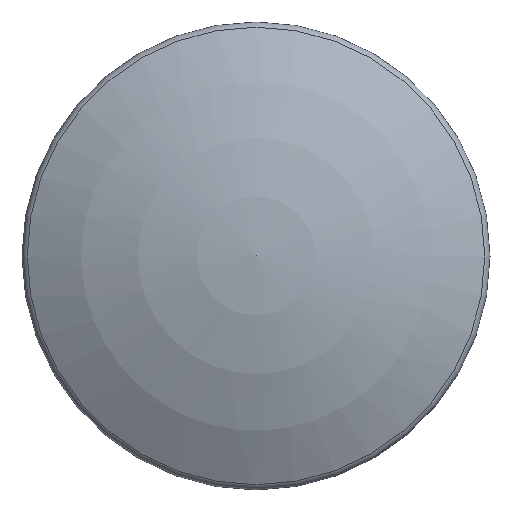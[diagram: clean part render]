
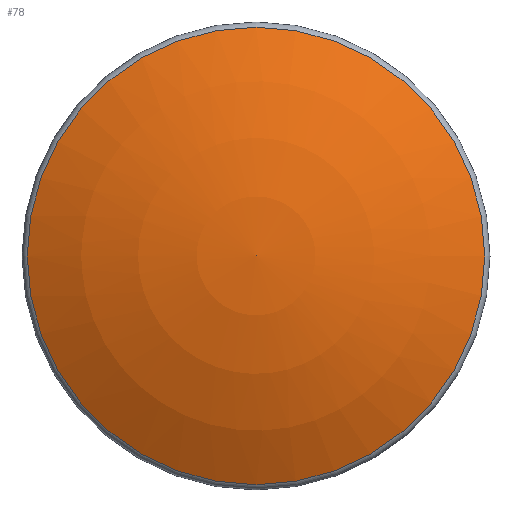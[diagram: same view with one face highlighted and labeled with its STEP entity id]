
A CAD part, top view. The second image highlights one B-rep face of the part: STEP entity #78.
In plain terms, the highlighted spherical face has radius 2.419 mm.
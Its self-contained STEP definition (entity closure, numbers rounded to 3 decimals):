
#16=SPHERICAL_SURFACE('',#104,2.419);
#22=FACE_OUTER_BOUND('',#26,.T.);
#26=EDGE_LOOP('',(#69,#70,#71,#72));
#28=CIRCLE('',#95,1.148);
#33=CIRCLE('',#100,1.148);
#36=CIRCLE('',#105,2.419);
#37=VERTEX_POINT('',#138);
#38=VERTEX_POINT('',#139);
#44=VERTEX_POINT('',#156);
#45=EDGE_CURVE('',#37,#38,#28,.T.);
#50=EDGE_CURVE('',#38,#37,#33,.T.);
#54=EDGE_CURVE('',#44,#38,#36,.T.);
#69=ORIENTED_EDGE('',*,*,#45,.F.);
#70=ORIENTED_EDGE('',*,*,#50,.F.);
#71=ORIENTED_EDGE('',*,*,#54,.F.);
#72=ORIENTED_EDGE('',*,*,#54,.T.);
#78=ADVANCED_FACE('',(#22),#16,.T.);
#95=AXIS2_PLACEMENT_3D('',#140,#111,#112);
#100=AXIS2_PLACEMENT_3D('',#148,#121,#122);
#104=AXIS2_PLACEMENT_3D('',#155,#130,#131);
#105=AXIS2_PLACEMENT_3D('',#157,#132,#133);
#111=DIRECTION('center_axis',(0.,0.,-1.));
#112=DIRECTION('ref_axis',(0.,1.,0.));
#121=DIRECTION('center_axis',(0.,0.,-1.));
#122=DIRECTION('ref_axis',(0.,1.,0.));
#130=DIRECTION('center_axis',(0.,0.,1.));
#131=DIRECTION('ref_axis',(1.,0.,0.));
#132=DIRECTION('center_axis',(0.,-1.,0.));
#133=DIRECTION('ref_axis',(-1.,0.,0.));
#138=CARTESIAN_POINT('',(0.,-1.148,2.129));
#139=CARTESIAN_POINT('',(-1.148,0.,2.129));
#140=CARTESIAN_POINT('Origin',(0.,0.,2.129));
#148=CARTESIAN_POINT('Origin',(0.,0.,2.129));
#155=CARTESIAN_POINT('Origin',(0.,0.,0.));
#156=CARTESIAN_POINT('',(0.,0.,2.419));
#157=CARTESIAN_POINT('Origin',(0.,0.,0.));
